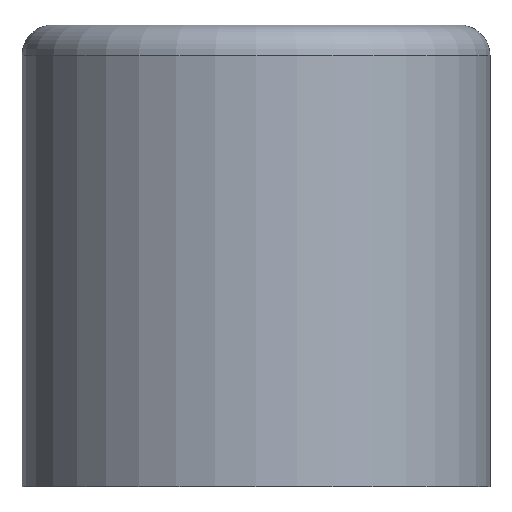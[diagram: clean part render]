
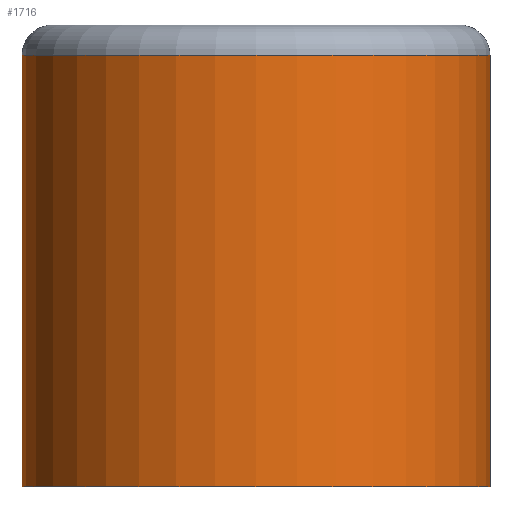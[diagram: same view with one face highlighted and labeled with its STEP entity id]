
A CAD part, front view. The second image highlights one B-rep face of the part: STEP entity #1716.
In plain terms, the highlighted cylindrical face has radius 3.85 mm (diameter 7.7 mm), a full revolution.
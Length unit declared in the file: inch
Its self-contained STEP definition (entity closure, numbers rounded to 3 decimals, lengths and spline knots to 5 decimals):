
#1674=CARTESIAN_POINT('',(0.15157,0.,0.27953));
#1675=VERTEX_POINT('',#1674);
#1676=CARTESIAN_POINT('',(0.0,0.0,0.27953));
#1677=DIRECTION('',(0.0,0.0,1.0));
#1678=DIRECTION('',(-1.0,0.0,0.0));
#1679=AXIS2_PLACEMENT_3D('',#1676,#1677,#1678);
#1680=CIRCLE('',#1679,0.15157);
#1681=EDGE_CURVE('',#1675,#1675,#1680,.T.);
#1697=CARTESIAN_POINT('',(0.0,0.0,-0.01398));
#1698=DIRECTION('',(0.0,0.0,1.0));
#1699=DIRECTION('',(1.0,0.0,0.0));
#1700=AXIS2_PLACEMENT_3D('',#1697,#1698,#1699);
#1701=CYLINDRICAL_SURFACE('',#1700,0.15157);
#1702=ORIENTED_EDGE('',*,*,#1681,.F.);
#1703=EDGE_LOOP('',(#1702));
#1704=FACE_OUTER_BOUND('',#1703,.T.);
#1705=CARTESIAN_POINT('',(0.15157,0.,0.0));
#1706=VERTEX_POINT('',#1705);
#1707=CARTESIAN_POINT('',(0.0,0.0,0.0));
#1708=DIRECTION('',(0.0,0.0,-1.0));
#1709=DIRECTION('',(-1.0,0.0,0.0));
#1710=AXIS2_PLACEMENT_3D('',#1707,#1708,#1709);
#1711=CIRCLE('',#1710,0.15157);
#1712=EDGE_CURVE('',#1706,#1706,#1711,.T.);
#1713=ORIENTED_EDGE('',*,*,#1712,.F.);
#1714=EDGE_LOOP('',(#1713));
#1715=FACE_BOUND('',#1714,.T.);
#1716=ADVANCED_FACE('',(#1704,#1715),#1701,.T.);
